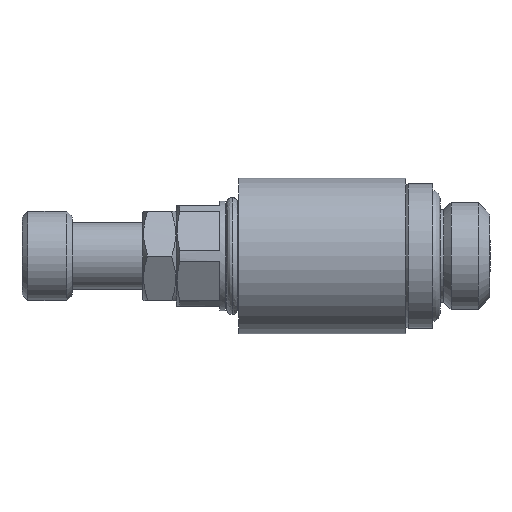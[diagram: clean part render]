
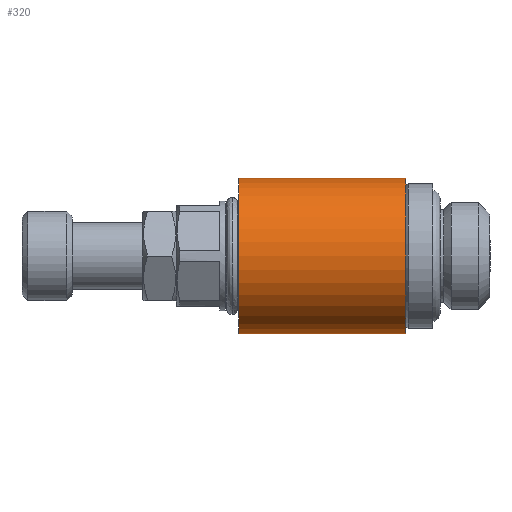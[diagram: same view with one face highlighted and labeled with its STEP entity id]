
A CAD part, left-side view. The second image highlights one B-rep face of the part: STEP entity #320.
In plain terms, the highlighted cylindrical face has radius 7 mm (diameter 14 mm), a full revolution.
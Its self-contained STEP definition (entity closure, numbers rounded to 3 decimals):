
#320 = ADVANCED_FACE( 'NONE', ( #659, #660, #661 ), #662, .T. );
#659 = FACE_OUTER_BOUND( '', #1383, .T. );
#660 = FACE_OUTER_BOUND( '', #1384, .T. );
#661 = FACE_BOUND( '', #1385, .T. );
#662 = CYLINDRICAL_SURFACE( '', #1386, 7. );
#1383 = EDGE_LOOP( '', ( #2043 ) );
#1384 = EDGE_LOOP( '', ( #2044 ) );
#1385 = EDGE_LOOP( '', ( #2045, #2046 ) );
#1386 = AXIS2_PLACEMENT_3D( '', #2047, #2048, #2049 );
#2043 = ORIENTED_EDGE( '', *, *, #2241, .T. );
#2044 = ORIENTED_EDGE( '', *, *, #2338, .T. );
#2045 = ORIENTED_EDGE( '', *, *, #2216, .T. );
#2046 = ORIENTED_EDGE( '', *, *, #2307, .T. );
#2047 = CARTESIAN_POINT( '', ( 0., 30.486, 0. ) );
#2048 = DIRECTION( '', ( 0., 1., 0. ) );
#2049 = DIRECTION( '', ( 0., 0., 1. ) );
#2216 = EDGE_CURVE( 'NONE', #2543, #2544, #2545, .T. );
#2241 = EDGE_CURVE( 'NONE', #2583, #2583, #2584, .T. );
#2307 = EDGE_CURVE( 'NONE', #2544, #2543, #2678, .T. );
#2338 = EDGE_CURVE( 'NONE', #2710, #2710, #2711, .T. );
#2543 = VERTEX_POINT( 'NONE', #3219 );
#2544 = VERTEX_POINT( 'NONE', #3220 );
#2545 = B_SPLINE_CURVE_WITH_KNOTS( '', 3, ( #3221, #3222, #3223, #3224, #3225, #3226, #3227, #3228, #3229, #3230, #3231, #3232, #3233, #3234, #3235, #3236, #3237, #3238, #3239, #3240, #3241, #3242, #3243, #3244, #3245, #3246, #3247 ), .UNSPECIFIED., .F., .F., ( 4, 1, 1, 1, 1, 1, 1, 1, 1, 1, 1, 1, 1, 1, 1, 1, 1, 1, 1, 1, 1, 1, 1, 1, 4 ), ( 0., 0.013, 0.026, 0.038, 0.05, 0.062, 0.093, 0.125, 0.186, 0.25, 0.313, 0.375, 0.438, 0.5, 0.562, 0.625, 0.686, 0.75, 0.813, 0.875, 0.907, 0.937, 0.953, 0.969, 1. ), .UNSPECIFIED. );
#2583 = VERTEX_POINT( '', #3399 );
#2584 = CIRCLE( '', #3400, 7. );
#2678 = B_SPLINE_CURVE_WITH_KNOTS( '', 3, ( #3650, #3651, #3652, #3653, #3654, #3655, #3656, #3657, #3658, #3659, #3660, #3661, #3662, #3663, #3664, #3665, #3666, #3667, #3668, #3669, #3670, #3671, #3672, #3673, #3674, #3675, #3676 ), .UNSPECIFIED., .F., .F., ( 4, 1, 1, 1, 1, 1, 1, 1, 1, 1, 1, 1, 1, 1, 1, 1, 1, 1, 1, 1, 1, 1, 1, 1, 4 ), ( 0., 0.013, 0.026, 0.038, 0.05, 0.062, 0.093, 0.125, 0.186, 0.25, 0.313, 0.375, 0.438, 0.5, 0.562, 0.625, 0.686, 0.75, 0.813, 0.875, 0.907, 0.937, 0.953, 0.969, 1. ), .UNSPECIFIED. );
#2710 = VERTEX_POINT( '', #3752 );
#2711 = CIRCLE( '', #3753, 7. );
#3219 = CARTESIAN_POINT( '', ( 5.217, 16.897, 4.667 ) );
#3220 = CARTESIAN_POINT( '', ( 5.218, 16.915, -4.667 ) );
#3221 = CARTESIAN_POINT( '', ( 5.217, 16.897, 4.667 ) );
#3222 = CARTESIAN_POINT( '', ( 5.219, 16.965, 4.665 ) );
#3223 = CARTESIAN_POINT( '', ( 5.221, 17.1, 4.663 ) );
#3224 = CARTESIAN_POINT( '', ( 5.231, 17.299, 4.651 ) );
#3225 = CARTESIAN_POINT( '', ( 5.246, 17.493, 4.634 ) );
#3226 = CARTESIAN_POINT( '', ( 5.267, 17.682, 4.61 ) );
#3227 = CARTESIAN_POINT( '', ( 5.307, 17.962, 4.564 ) );
#3228 = CARTESIAN_POINT( '', ( 5.381, 18.335, 4.478 ) );
#3229 = CARTESIAN_POINT( '', ( 5.541, 18.931, 4.282 ) );
#3230 = CARTESIAN_POINT( '', ( 5.795, 19.637, 3.941 ) );
#3231 = CARTESIAN_POINT( '', ( 6.139, 20.381, 3.389 ) );
#3232 = CARTESIAN_POINT( '', ( 6.473, 21.015, 2.706 ) );
#3233 = CARTESIAN_POINT( '', ( 6.759, 21.505, 1.895 ) );
#3234 = CARTESIAN_POINT( '', ( 6.953, 21.825, 0.986 ) );
#3235 = CARTESIAN_POINT( '', ( 7.023, 21.936, 0.009 ) );
#3236 = CARTESIAN_POINT( '', ( 6.955, 21.829, -0.967 ) );
#3237 = CARTESIAN_POINT( '', ( 6.763, 21.513, -1.878 ) );
#3238 = CARTESIAN_POINT( '', ( 6.479, 21.026, -2.692 ) );
#3239 = CARTESIAN_POINT( '', ( 6.146, 20.394, -3.377 ) );
#3240 = CARTESIAN_POINT( '', ( 5.801, 19.652, -3.932 ) );
#3241 = CARTESIAN_POINT( '', ( 5.546, 18.948, -4.275 ) );
#3242 = CARTESIAN_POINT( '', ( 5.385, 18.352, -4.473 ) );
#3243 = CARTESIAN_POINT( '', ( 5.307, 17.96, -4.565 ) );
#3244 = CARTESIAN_POINT( '', ( 5.262, 17.644, -4.617 ) );
#3245 = CARTESIAN_POINT( '', ( 5.227, 17.321, -4.656 ) );
#3246 = CARTESIAN_POINT( '', ( 5.221, 17.078, -4.662 ) );
#3247 = CARTESIAN_POINT( '', ( 5.218, 16.915, -4.667 ) );
#3399 = CARTESIAN_POINT( '', ( 0., 7.9, 7. ) );
#3400 = AXIS2_PLACEMENT_3D( '', #3933, #3934, #3935 );
#3650 = CARTESIAN_POINT( '', ( 5.218, 16.915, -4.667 ) );
#3651 = CARTESIAN_POINT( '', ( 5.218, 16.847, -4.666 ) );
#3652 = CARTESIAN_POINT( '', ( 5.22, 16.712, -4.663 ) );
#3653 = CARTESIAN_POINT( '', ( 5.23, 16.513, -4.652 ) );
#3654 = CARTESIAN_POINT( '', ( 5.245, 16.318, -4.635 ) );
#3655 = CARTESIAN_POINT( '', ( 5.266, 16.129, -4.612 ) );
#3656 = CARTESIAN_POINT( '', ( 5.306, 15.848, -4.567 ) );
#3657 = CARTESIAN_POINT( '', ( 5.379, 15.474, -4.481 ) );
#3658 = CARTESIAN_POINT( '', ( 5.538, 14.876, -4.285 ) );
#3659 = CARTESIAN_POINT( '', ( 5.792, 14.169, -3.945 ) );
#3660 = CARTESIAN_POINT( '', ( 6.137, 13.423, -3.393 ) );
#3661 = CARTESIAN_POINT( '', ( 6.471, 12.788, -2.71 ) );
#3662 = CARTESIAN_POINT( '', ( 6.758, 12.296, -1.898 ) );
#3663 = CARTESIAN_POINT( '', ( 6.952, 11.975, -0.987 ) );
#3664 = CARTESIAN_POINT( '', ( 7.023, 11.864, -0.009 ) );
#3665 = CARTESIAN_POINT( '', ( 6.955, 11.971, 0.969 ) );
#3666 = CARTESIAN_POINT( '', ( 6.763, 12.288, 1.881 ) );
#3667 = CARTESIAN_POINT( '', ( 6.477, 12.777, 2.695 ) );
#3668 = CARTESIAN_POINT( '', ( 6.143, 13.41, 3.381 ) );
#3669 = CARTESIAN_POINT( '', ( 5.798, 14.154, 3.936 ) );
#3670 = CARTESIAN_POINT( '', ( 5.544, 14.86, 4.278 ) );
#3671 = CARTESIAN_POINT( '', ( 5.383, 15.457, 4.476 ) );
#3672 = CARTESIAN_POINT( '', ( 5.305, 15.85, 4.567 ) );
#3673 = CARTESIAN_POINT( '', ( 5.26, 16.167, 4.618 ) );
#3674 = CARTESIAN_POINT( '', ( 5.226, 16.49, 4.657 ) );
#3675 = CARTESIAN_POINT( '', ( 5.221, 16.733, 4.663 ) );
#3676 = CARTESIAN_POINT( '', ( 5.217, 16.897, 4.667 ) );
#3752 = CARTESIAN_POINT( '', ( 0., 22.9, 7. ) );
#3753 = AXIS2_PLACEMENT_3D( '', #4015, #4016, #4017 );
#3933 = CARTESIAN_POINT( '', ( 0., 7.9, 0. ) );
#3934 = DIRECTION( '', ( 0., 1., 0. ) );
#3935 = DIRECTION( '', ( 0., 0., 1. ) );
#4015 = CARTESIAN_POINT( '', ( 0., 22.9, 0. ) );
#4016 = DIRECTION( '', ( 0., -1., 0. ) );
#4017 = DIRECTION( '', ( 0., 0., 1. ) );
